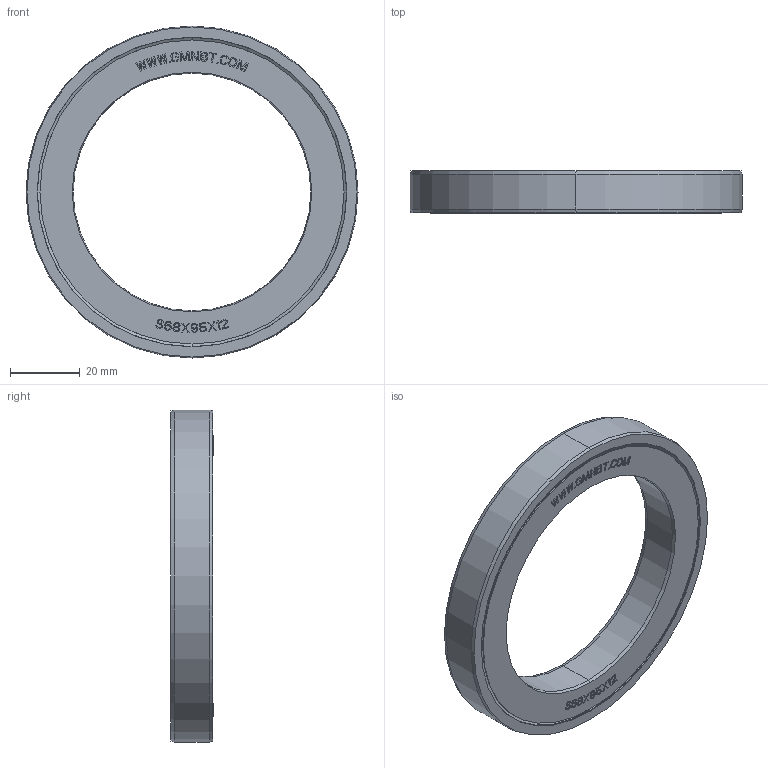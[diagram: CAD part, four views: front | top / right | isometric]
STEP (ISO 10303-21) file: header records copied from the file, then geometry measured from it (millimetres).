
FILE_DESCRIPTION((''),'2;1');
FILE_NAME('S68X95X12_PRT','2014-11-17T',('sales 4'),(''),'PRO/ENGINEER BY PARAMETRIC TECHNOLOGY CORPORATION, 2013150','PRO/ENGINEER BY PARAMETRIC TECHNOLOGY CORPORATION, 2013150','');
FILE_SCHEMA(('AUTOMOTIVE_DESIGN { 1 0 10303 214 1 1 1 1 }'));
Length unit declared in the file: millimetre
Products named in the file (1): S68X95X12_PRT
Bounding box: 95 x 12.07 x 95 mm (x, y, z)
Volume: 38873.9 mm3; surface area: 24891.2 mm2
Topology: 2 solids, 2 shells, 710 faces, 1959 edges, 1282 vertices
Faces by surface type: plane 630, cone 36, torus 32, cylinder 12
Entity records: 28596 total; most frequent: CARTESIAN_POINT 3953, ORIENTED_EDGE 3918, DIRECTION 3499, PRESENTATION_STYLE_ASSIGNMENT 2014, STYLED_ITEM 1992, CURVE_STYLE 1959, EDGE_CURVE 1959, VECTOR 1839
